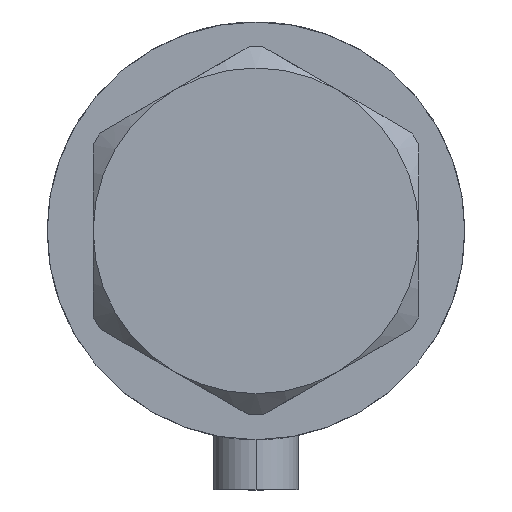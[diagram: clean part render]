
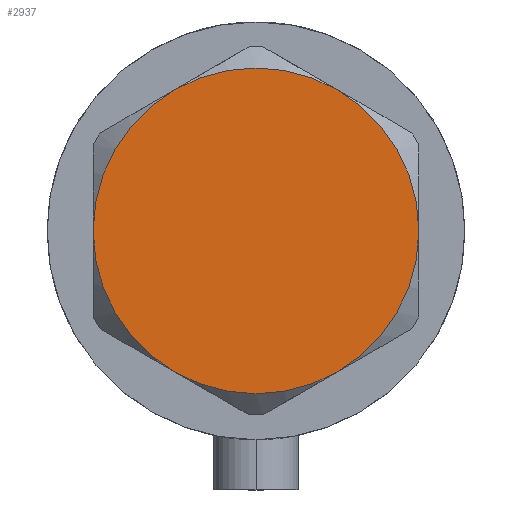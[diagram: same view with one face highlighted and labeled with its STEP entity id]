
A CAD part, left-side view. The second image highlights one B-rep face of the part: STEP entity #2937.
In plain terms, the highlighted face is planar.
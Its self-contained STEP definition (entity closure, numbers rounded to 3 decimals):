
#80 = EDGE_LOOP ( 'NONE', ( #2085, #3639, #602, #517, #2053, #2555 ) ) ;
#89 = VERTEX_POINT ( 'NONE', #1774 ) ;
#102 = VERTEX_POINT ( 'NONE', #4212 ) ;
#107 = FACE_OUTER_BOUND ( 'NONE', #80, .T. ) ;
#133 = AXIS2_PLACEMENT_3D ( 'NONE', #1168, #1827, #1533 ) ;
#183 = DIRECTION ( 'NONE',  ( 1., 0., 0. ) ) ;
#189 = DIRECTION ( 'NONE',  ( 1., 0., 0. ) ) ;
#193 = AXIS2_PLACEMENT_3D ( 'NONE', #4291, #1904, #183 ) ;
#456 = CARTESIAN_POINT ( 'NONE',  ( 0., 0., 13. ) ) ;
#486 = CIRCLE ( 'NONE', #193, 23. ) ;
#517 = ORIENTED_EDGE ( 'NONE', *, *, #2403, .T. ) ;
#542 = CARTESIAN_POINT ( 'NONE',  ( -23., 0., 13. ) ) ;
#602 = ORIENTED_EDGE ( 'NONE', *, *, #3867, .T. ) ;
#711 = CIRCLE ( 'NONE', #2387, 23. ) ;
#733 = EDGE_CURVE ( 'NONE', #3001, #1621, #2519, .T. ) ;
#863 = EDGE_CURVE ( 'NONE', #102, #89, #1930, .T. ) ;
#953 = DIRECTION ( 'NONE',  ( 0., 0., 1. ) ) ;
#1130 = DIRECTION ( 'NONE',  ( 0., 0., 1. ) ) ;
#1149 = DIRECTION ( 'NONE',  ( 0., 0., 1. ) ) ;
#1168 = CARTESIAN_POINT ( 'NONE',  ( 0., 0., 13. ) ) ;
#1294 = AXIS2_PLACEMENT_3D ( 'NONE', #2569, #1149, #2550 ) ;
#1533 = DIRECTION ( 'NONE',  ( 1., 0., 0. ) ) ;
#1621 = VERTEX_POINT ( 'NONE', #2136 ) ;
#1774 = CARTESIAN_POINT ( 'NONE',  ( 11.5, -19.919, 13. ) ) ;
#1779 = CARTESIAN_POINT ( 'NONE',  ( 23., 0., 13. ) ) ;
#1827 = DIRECTION ( 'NONE',  ( 0., 0., 1. ) ) ;
#1833 = DIRECTION ( 'NONE',  ( 1., 0., 0. ) ) ;
#1904 = DIRECTION ( 'NONE',  ( 0., 0., 1. ) ) ;
#1908 = CARTESIAN_POINT ( 'NONE',  ( 0., 0., 13. ) ) ;
#1930 = CIRCLE ( 'NONE', #2377, 23. ) ;
#2053 = ORIENTED_EDGE ( 'NONE', *, *, #2422, .T. ) ;
#2085 = ORIENTED_EDGE ( 'NONE', *, *, #4286, .T. ) ;
#2102 = CIRCLE ( 'NONE', #1294, 23. ) ;
#2136 = CARTESIAN_POINT ( 'NONE',  ( 11.5, 19.919, 13. ) ) ;
#2178 = DIRECTION ( 'NONE',  ( 1., 0., 0. ) ) ;
#2234 = DIRECTION ( 'NONE',  ( 1., 0., 0. ) ) ;
#2377 = AXIS2_PLACEMENT_3D ( 'NONE', #1908, #953, #189 ) ;
#2387 = AXIS2_PLACEMENT_3D ( 'NONE', #456, #1130, #2178 ) ;
#2403 = EDGE_CURVE ( 'NONE', #4292, #2494, #3166, .T. ) ;
#2422 = EDGE_CURVE ( 'NONE', #2494, #102, #486, .T. ) ;
#2494 = VERTEX_POINT ( 'NONE', #542 ) ;
#2519 = CIRCLE ( 'NONE', #4394, 23. ) ;
#2547 = DIRECTION ( 'NONE',  ( 0., 0., 1. ) ) ;
#2550 = DIRECTION ( 'NONE',  ( 1., 0., 0. ) ) ;
#2555 = ORIENTED_EDGE ( 'NONE', *, *, #863, .T. ) ;
#2569 = CARTESIAN_POINT ( 'NONE',  ( 0., 0., 13. ) ) ;
#2897 = DIRECTION ( 'NONE',  ( 0., 0., 1. ) ) ;
#2937 = ADVANCED_FACE ( 'NONE', ( #107 ), #3588, .T. ) ;
#3001 = VERTEX_POINT ( 'NONE', #1779 ) ;
#3166 = CIRCLE ( 'NONE', #4100, 23. ) ;
#3242 = CARTESIAN_POINT ( 'NONE',  ( 0., 0., 13. ) ) ;
#3588 = PLANE ( 'NONE',  #133 ) ;
#3611 = CARTESIAN_POINT ( 'NONE',  ( -11.5, 19.919, 13. ) ) ;
#3639 = ORIENTED_EDGE ( 'NONE', *, *, #733, .T. ) ;
#3853 = CARTESIAN_POINT ( 'NONE',  ( 0., 0., 13. ) ) ;
#3867 = EDGE_CURVE ( 'NONE', #1621, #4292, #711, .T. ) ;
#4100 = AXIS2_PLACEMENT_3D ( 'NONE', #3242, #2547, #2234 ) ;
#4212 = CARTESIAN_POINT ( 'NONE',  ( -11.5, -19.919, 13. ) ) ;
#4286 = EDGE_CURVE ( 'NONE', #89, #3001, #2102, .T. ) ;
#4291 = CARTESIAN_POINT ( 'NONE',  ( 0., 0., 13. ) ) ;
#4292 = VERTEX_POINT ( 'NONE', #3611 ) ;
#4394 = AXIS2_PLACEMENT_3D ( 'NONE', #3853, #2897, #1833 ) ;
